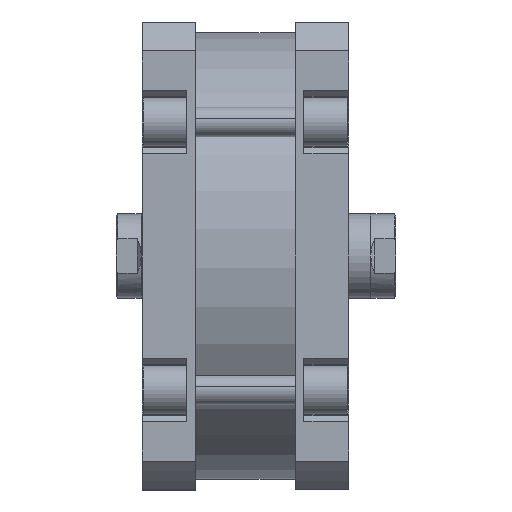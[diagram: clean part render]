
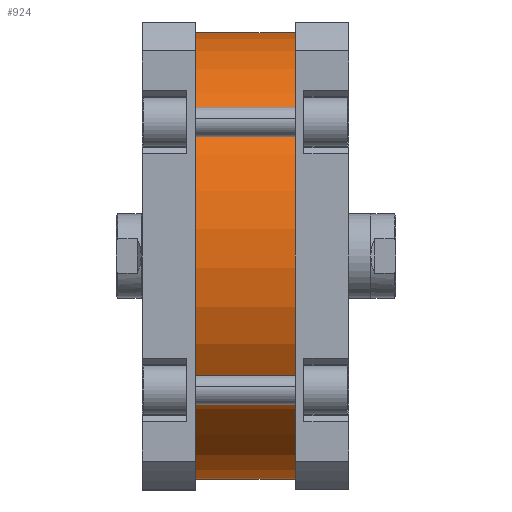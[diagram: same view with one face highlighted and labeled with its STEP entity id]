
A CAD part, front view. The second image highlights one B-rep face of the part: STEP entity #924.
In plain terms, the highlighted cylindrical face has radius 105 mm (diameter 210 mm), a partial arc.
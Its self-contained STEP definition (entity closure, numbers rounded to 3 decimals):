
#924 = ADVANCED_FACE ( 'NONE', ( #1324 ), #1331, .T. ) ;
#1107 = ORIENTED_EDGE ( 'NONE', *, *, #1850, .F. ) ;
#1138 = ORIENTED_EDGE ( 'NONE', *, *, #1865, .F. ) ;
#1143 = ORIENTED_EDGE ( 'NONE', *, *, #2020, .T. ) ;
#1151 = ORIENTED_EDGE ( 'NONE', *, *, #1762, .T. ) ;
#1324 = FACE_OUTER_BOUND ( 'NONE', #2855, .T. ) ;
#1331 = CYLINDRICAL_SURFACE ( 'NONE', #4640, 105. ) ;
#1762 = EDGE_CURVE ( 'NONE', #3643, #3648, #2126, .T. ) ;
#1850 = EDGE_CURVE ( 'NONE', #3642, #3644, #2260, .T. ) ;
#1865 = EDGE_CURVE ( 'NONE', #3644, #3648, #2280, .T. ) ;
#2020 = EDGE_CURVE ( 'NONE', #3642, #3643, #2505, .T. ) ;
#2126 = CIRCLE ( 'NONE', #4813, 105. ) ;
#2260 = CIRCLE ( 'NONE', #4849, 105. ) ;
#2274 = VECTOR ( 'NONE', #3240, 1000. ) ;
#2280 = LINE ( 'NONE', #3233, #2274 ) ;
#2505 = LINE ( 'NONE', #5953, #2506 ) ;
#2506 = VECTOR ( 'NONE', #5954, 1000. ) ;
#2855 = EDGE_LOOP ( 'NONE', ( #1138, #1107, #1143, #1151 ) ) ;
#2955 = CARTESIAN_POINT ( 'NONE',  ( 0., 0., 0. ) ) ;
#2956 = DIRECTION ( 'NONE',  ( 0., 0., 1. ) ) ;
#2957 = DIRECTION ( 'NONE',  ( 1., 0., 0. ) ) ;
#3202 = CARTESIAN_POINT ( 'NONE',  ( 0., 0., 47. ) ) ;
#3203 = DIRECTION ( 'NONE',  ( 0., 0., 1. ) ) ;
#3204 = DIRECTION ( 'NONE',  ( 1., 0., 0. ) ) ;
#3233 = CARTESIAN_POINT ( 'NONE',  ( 105., 0., 47. ) ) ;
#3240 = DIRECTION ( 'NONE',  ( 0., 0., -1. ) ) ;
#3642 = VERTEX_POINT ( 'NONE', #5163 ) ;
#3643 = VERTEX_POINT ( 'NONE', #5164 ) ;
#3644 = VERTEX_POINT ( 'NONE', #5165 ) ;
#3648 = VERTEX_POINT ( 'NONE', #5169 ) ;
#3761 = CARTESIAN_POINT ( 'NONE',  ( 0., 0., 47. ) ) ;
#3769 = DIRECTION ( 'NONE',  ( 0., 0., -1. ) ) ;
#3889 = DIRECTION ( 'NONE',  ( -1., 0., 0. ) ) ;
#4640 = AXIS2_PLACEMENT_3D ( 'NONE', #3761, #3769, #3889 ) ;
#4813 = AXIS2_PLACEMENT_3D ( 'NONE', #2955, #2956, #2957 ) ;
#4849 = AXIS2_PLACEMENT_3D ( 'NONE', #3202, #3203, #3204 ) ;
#5163 = CARTESIAN_POINT ( 'NONE',  ( -105., 0., 47. ) ) ;
#5164 = CARTESIAN_POINT ( 'NONE',  ( -105., 0., 0. ) ) ;
#5165 = CARTESIAN_POINT ( 'NONE',  ( 105., 0., 47. ) ) ;
#5169 = CARTESIAN_POINT ( 'NONE',  ( 105., 0., 0. ) ) ;
#5953 = CARTESIAN_POINT ( 'NONE',  ( -105., 0., 47. ) ) ;
#5954 = DIRECTION ( 'NONE',  ( 0., 0., -1. ) ) ;
